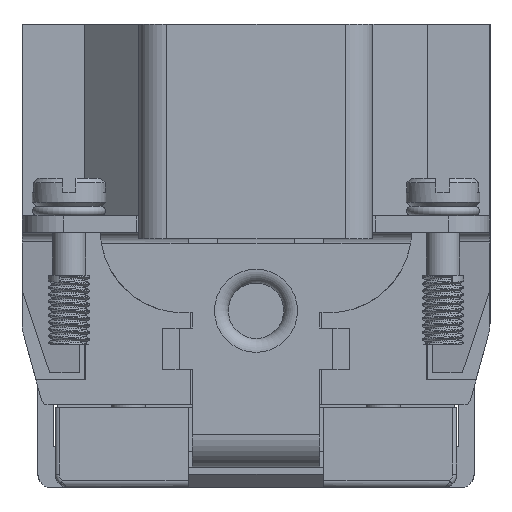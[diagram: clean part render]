
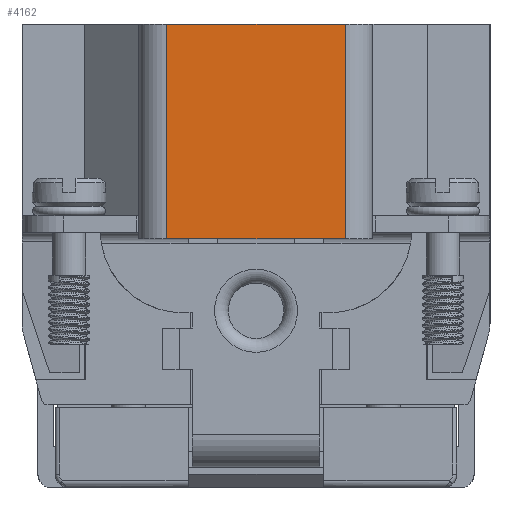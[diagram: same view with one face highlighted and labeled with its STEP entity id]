
A CAD part, left-side view. The second image highlights one B-rep face of the part: STEP entity #4162.
In plain terms, the highlighted planar face has unit normal (-1, 0, 0).
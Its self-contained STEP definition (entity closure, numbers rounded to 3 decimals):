
#2128=FACE_OUTER_BOUND('',#9156,.T.);
#4162=ADVANCED_FACE('',(#2128),#6616,.T.);
#6616=PLANE('',#44803);
#9156=EDGE_LOOP('',(#15872,#15873,#15874,#15875));
#15872=ORIENTED_EDGE('',*,*,#32049,.T.);
#15873=ORIENTED_EDGE('',*,*,#32265,.T.);
#15874=ORIENTED_EDGE('',*,*,#32250,.F.);
#15875=ORIENTED_EDGE('',*,*,#32243,.F.);
#27578=VERTEX_POINT('',#64072);
#27579=VERTEX_POINT('',#64074);
#27736=VERTEX_POINT('',#64441);
#27739=VERTEX_POINT('',#64453);
#32049=EDGE_CURVE('',#27579,#27578,#37987,.T.);
#32243=EDGE_CURVE('',#27579,#27736,#38133,.T.);
#32250=EDGE_CURVE('',#27736,#27739,#38139,.T.);
#32265=EDGE_CURVE('',#27578,#27739,#38153,.T.);
#37987=LINE('',#64073,#41560);
#38133=LINE('',#64440,#41706);
#38139=LINE('',#64452,#41712);
#38153=LINE('',#64482,#41726);
#41560=VECTOR('',#50832,1.);
#41706=VECTOR('',#51106,1.);
#41712=VECTOR('',#51118,1.);
#41726=VECTOR('',#51142,1.);
#44803=AXIS2_PLACEMENT_3D('',#64483,#51143,#51144);
#50832=DIRECTION('',(0.,1.,0.));
#51106=DIRECTION('',(0.,0.,-1.));
#51118=DIRECTION('',(0.,1.,0.));
#51142=DIRECTION('',(0.,0.,-1.));
#51143=DIRECTION('',(-1.,0.,0.));
#51144=DIRECTION('',(0.,0.,-1.));
#64072=CARTESIAN_POINT('',(-55.45,6.45,14.1));
#64073=CARTESIAN_POINT('',(-55.45,8.55,14.1));
#64074=CARTESIAN_POINT('',(-55.45,-6.45,14.1));
#64440=CARTESIAN_POINT('',(-55.45,-6.45,31.655));
#64441=CARTESIAN_POINT('',(-55.45,-6.45,-1.4));
#64452=CARTESIAN_POINT('',(-55.45,8.55,-1.4));
#64453=CARTESIAN_POINT('',(-55.45,6.45,-1.4));
#64482=CARTESIAN_POINT('',(-55.45,6.45,31.655));
#64483=CARTESIAN_POINT('',(-55.45,8.55,13.6));
